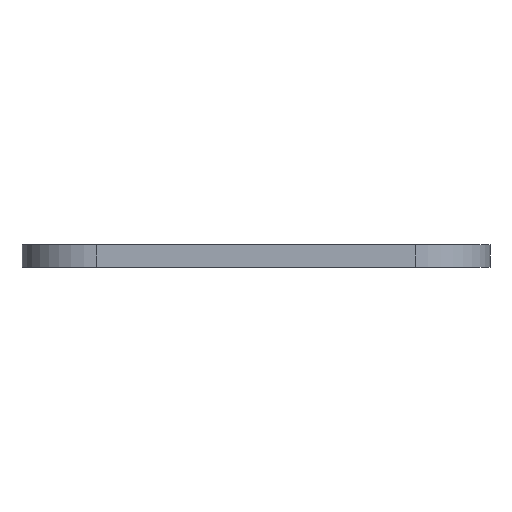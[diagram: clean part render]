
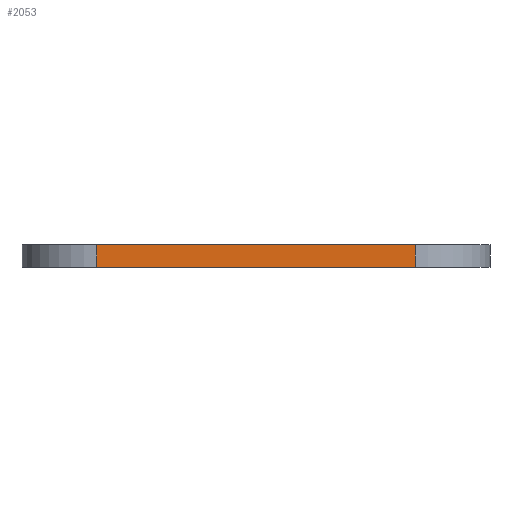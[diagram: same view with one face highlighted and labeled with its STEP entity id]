
A CAD part, left-side view. The second image highlights one B-rep face of the part: STEP entity #2053.
In plain terms, the highlighted planar face has unit normal (-1, 0, 0).
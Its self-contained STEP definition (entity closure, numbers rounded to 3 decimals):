
#74=PLANE('',#2285);
#165=FACE_OUTER_BOUND('',#290,.T.);
#290=EDGE_LOOP('',(#1818,#1819,#1820,#1821));
#332=LINE('',#3014,#521);
#387=LINE('',#3232,#576);
#482=LINE('',#3503,#671);
#483=LINE('',#3505,#672);
#521=VECTOR('',#2384,10.);
#576=VECTOR('',#2565,10.);
#671=VECTOR('',#2866,10.);
#672=VECTOR('',#2869,10.);
#834=VERTEX_POINT('',#3011);
#835=VERTEX_POINT('',#3013);
#934=VERTEX_POINT('',#3229);
#935=VERTEX_POINT('',#3231);
#1042=EDGE_CURVE('',#834,#835,#332,.T.);
#1152=EDGE_CURVE('',#934,#935,#387,.T.);
#1290=EDGE_CURVE('',#935,#834,#482,.T.);
#1291=EDGE_CURVE('',#835,#934,#483,.T.);
#1818=ORIENTED_EDGE('',*,*,#1290,.F.);
#1819=ORIENTED_EDGE('',*,*,#1152,.F.);
#1820=ORIENTED_EDGE('',*,*,#1291,.F.);
#1821=ORIENTED_EDGE('',*,*,#1042,.F.);
#2053=ADVANCED_FACE('',(#165),#74,.T.);
#2285=AXIS2_PLACEMENT_3D('',#3504,#2867,#2868);
#2384=DIRECTION('',(0.,-1.,0.));
#2565=DIRECTION('',(0.,1.,0.));
#2866=DIRECTION('',(0.,0.,1.));
#2867=DIRECTION('center_axis',(-1.,0.,0.));
#2868=DIRECTION('ref_axis',(0.,-1.,0.));
#2869=DIRECTION('',(0.,0.,-1.));
#3011=CARTESIAN_POINT('',(0.,-40.,12.));
#3013=CARTESIAN_POINT('',(0.,-210.,12.));
#3014=CARTESIAN_POINT('',(0.,-250.,12.));
#3229=CARTESIAN_POINT('',(0.,-210.,0.));
#3231=CARTESIAN_POINT('',(0.,-40.,0.));
#3232=CARTESIAN_POINT('',(0.,-250.,0.));
#3503=CARTESIAN_POINT('',(0.,-40.,0.));
#3504=CARTESIAN_POINT('Origin',(0.,0.,0.));
#3505=CARTESIAN_POINT('',(0.,-210.,0.));
